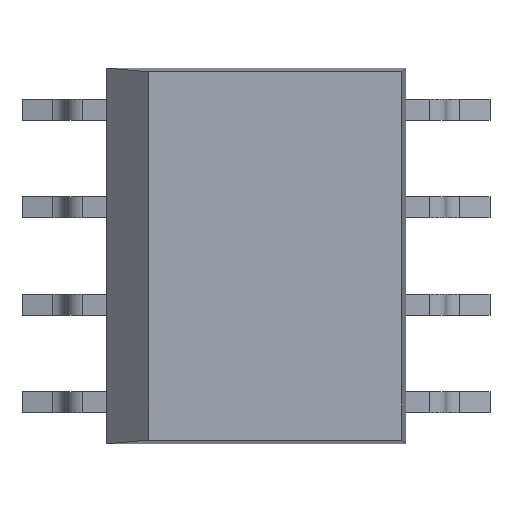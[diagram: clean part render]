
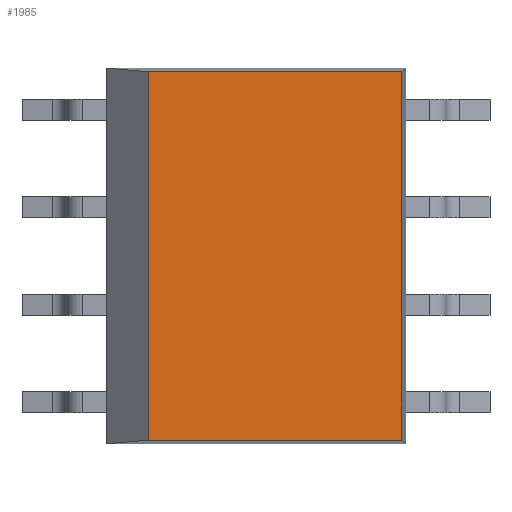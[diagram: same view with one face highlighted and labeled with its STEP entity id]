
A CAD part, top view. The second image highlights one B-rep face of the part: STEP entity #1985.
In plain terms, the highlighted planar face has unit normal (0, 0, 1).
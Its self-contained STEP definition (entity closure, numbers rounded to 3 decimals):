
#139=FACE_OUTER_BOUND('',#257,.T.);
#257=EDGE_LOOP('',(#1351,#1352,#1353,#1354));
#380=LINE('',#2928,#608);
#383=LINE('',#2933,#611);
#385=LINE('',#2937,#613);
#389=LINE('',#2943,#617);
#608=VECTOR('',#2330,10.);
#611=VECTOR('',#2335,10.);
#613=VECTOR('',#2339,10.);
#617=VECTOR('',#2345,10.);
#830=VERTEX_POINT('',#2926);
#831=VERTEX_POINT('',#2927);
#832=VERTEX_POINT('',#2932);
#833=VERTEX_POINT('',#2936);
#1028=EDGE_CURVE('',#830,#831,#380,.T.);
#1031=EDGE_CURVE('',#831,#832,#383,.T.);
#1033=EDGE_CURVE('',#832,#833,#385,.T.);
#1037=EDGE_CURVE('',#833,#830,#389,.T.);
#1351=ORIENTED_EDGE('',*,*,#1028,.F.);
#1352=ORIENTED_EDGE('',*,*,#1037,.F.);
#1353=ORIENTED_EDGE('',*,*,#1033,.F.);
#1354=ORIENTED_EDGE('',*,*,#1031,.F.);
#1899=PLANE('',#2125);
#1985=ADVANCED_FACE('',(#139),#1899,.T.);
#2125=AXIS2_PLACEMENT_3D('',#2946,#2349,#2350);
#2330=DIRECTION('',(0.,-1.,0.));
#2335=DIRECTION('',(-1.,0.,0.));
#2339=DIRECTION('',(0.,1.,0.));
#2345=DIRECTION('',(1.,0.,0.));
#2349=DIRECTION('center_axis',(0.,0.,1.));
#2350=DIRECTION('ref_axis',(1.,0.,0.));
#2926=CARTESIAN_POINT('',(1.9,2.4,1.525));
#2927=CARTESIAN_POINT('',(1.9,-2.4,1.525));
#2928=CARTESIAN_POINT('',(1.9,-1.225,1.525));
#2932=CARTESIAN_POINT('',(-1.4,-2.4,1.525));
#2933=CARTESIAN_POINT('',(-0.975,-2.4,1.525));
#2936=CARTESIAN_POINT('',(-1.4,2.4,1.525));
#2937=CARTESIAN_POINT('',(-1.4,1.225,1.525));
#2943=CARTESIAN_POINT('',(0.975,2.4,1.525));
#2946=CARTESIAN_POINT('Origin',(0.,0.,1.525));
